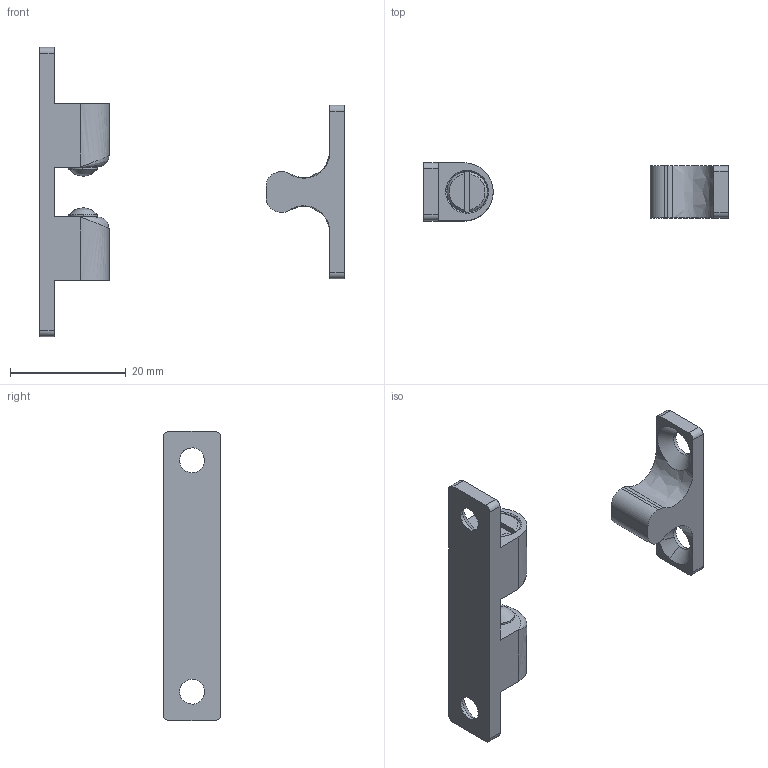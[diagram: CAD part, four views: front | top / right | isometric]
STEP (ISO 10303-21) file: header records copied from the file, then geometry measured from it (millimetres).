
FILE_DESCRIPTION((''),'2;1');
FILE_NAME('','2005-07-15T16:36:31',(''),(''),'','CADfix','');
FILE_SCHEMA(('AUTOMOTIVE_DESIGN'));
Length unit declared in the file: millimetre
Products named in the file (5): ball; screw; keeper; housing; TL_313_2_9581_36
Assembly tree (6 placements, depth 2):
  TL_313_2_9581_36
    ball  x2
    screw  x2
    keeper
    housing
Bounding box: 52.66 x 10 x 50 mm (x, y, z)
Volume: 3859.9 mm3; surface area: 3923.4 mm2
Topology: 6 solids, 6 shells, 98 faces, 308 edges, 218 vertices
Faces by surface type: bspline 98
Entity records: 3497 total; most frequent: CARTESIAN_POINT 1917, ORIENTED_EDGE 536, EDGE_CURVE 268, VERTEX_POINT 192, QUASI_UNIFORM_CURVE 112, EDGE_LOOP 96, FACE_OUTER_BOUND 84, ADVANCED_FACE 84
